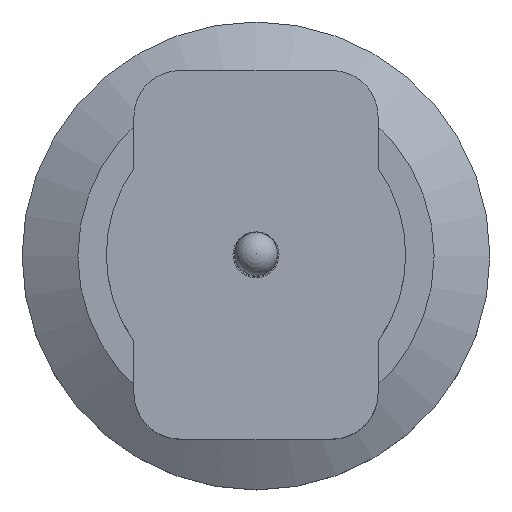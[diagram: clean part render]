
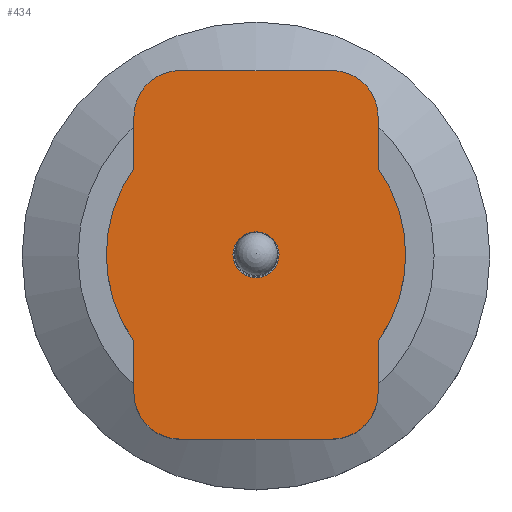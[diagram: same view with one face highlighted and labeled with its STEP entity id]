
A CAD part, top view. The second image highlights one B-rep face of the part: STEP entity #434.
In plain terms, the highlighted planar face has unit normal (0, 0, 1).
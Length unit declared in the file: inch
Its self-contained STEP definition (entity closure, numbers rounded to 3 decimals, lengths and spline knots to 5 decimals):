
#382=FACE_BOUND('',#613,.T.);
#383=FACE_BOUND('',#614,.T.);
#434=ADVANCED_FACE('',(#382,#383),#484,.T.);
#484=PLANE('',#1537);
#613=EDGE_LOOP('',(#877));
#614=EDGE_LOOP('',(#878,#879,#880,#881,#882,#883,#884,#885,#886,#887,#888,
#889));
#676=CIRCLE('',#1520,0.2559);
#683=CIRCLE('',#1531,0.03935);
#684=CIRCLE('',#1532,0.0787);
#685=CIRCLE('',#1533,0.0787);
#686=CIRCLE('',#1534,0.0787);
#687=CIRCLE('',#1535,0.0787);
#688=CIRCLE('',#1536,0.2559);
#877=ORIENTED_EDGE('',*,*,#1207,.T.);
#878=ORIENTED_EDGE('',*,*,#1208,.T.);
#879=ORIENTED_EDGE('',*,*,#1209,.T.);
#880=ORIENTED_EDGE('',*,*,#1210,.T.);
#881=ORIENTED_EDGE('',*,*,#1211,.T.);
#882=ORIENTED_EDGE('',*,*,#1212,.F.);
#883=ORIENTED_EDGE('',*,*,#1177,.T.);
#884=ORIENTED_EDGE('',*,*,#1213,.T.);
#885=ORIENTED_EDGE('',*,*,#1214,.T.);
#886=ORIENTED_EDGE('',*,*,#1215,.F.);
#887=ORIENTED_EDGE('',*,*,#1216,.T.);
#888=ORIENTED_EDGE('',*,*,#1217,.F.);
#889=ORIENTED_EDGE('',*,*,#1218,.T.);
#1052=VERTEX_POINT('',#2097);
#1053=VERTEX_POINT('',#2098);
#1078=VERTEX_POINT('',#2157);
#1079=VERTEX_POINT('',#2159);
#1080=VERTEX_POINT('',#2160);
#1081=VERTEX_POINT('',#2162);
#1082=VERTEX_POINT('',#2164);
#1083=VERTEX_POINT('',#2166);
#1084=VERTEX_POINT('',#2169);
#1085=VERTEX_POINT('',#2171);
#1086=VERTEX_POINT('',#2173);
#1087=VERTEX_POINT('',#2175);
#1088=VERTEX_POINT('',#2177);
#1177=EDGE_CURVE('',#1052,#1053,#676,.T.);
#1207=EDGE_CURVE('',#1078,#1078,#683,.T.);
#1208=EDGE_CURVE('',#1079,#1080,#1312,.T.);
#1209=EDGE_CURVE('',#1080,#1081,#684,.T.);
#1210=EDGE_CURVE('',#1081,#1082,#1313,.T.);
#1211=EDGE_CURVE('',#1082,#1083,#685,.T.);
#1212=EDGE_CURVE('',#1052,#1083,#1314,.T.);
#1213=EDGE_CURVE('',#1053,#1084,#1315,.T.);
#1214=EDGE_CURVE('',#1084,#1085,#686,.T.);
#1215=EDGE_CURVE('',#1086,#1085,#1316,.T.);
#1216=EDGE_CURVE('',#1086,#1087,#687,.T.);
#1217=EDGE_CURVE('',#1088,#1087,#1317,.T.);
#1218=EDGE_CURVE('',#1088,#1079,#688,.T.);
#1312=LINE('',#2158,#1410);
#1313=LINE('',#2163,#1411);
#1314=LINE('',#2167,#1412);
#1315=LINE('',#2168,#1413);
#1316=LINE('',#2172,#1414);
#1317=LINE('',#2176,#1415);
#1410=VECTOR('',#1815,1.);
#1411=VECTOR('',#1818,1.);
#1412=VECTOR('',#1821,1.);
#1413=VECTOR('',#1822,1.);
#1414=VECTOR('',#1825,1.);
#1415=VECTOR('',#1828,1.);
#1520=AXIS2_PLACEMENT_3D('',#2096,#1768,#1769);
#1531=AXIS2_PLACEMENT_3D('',#2156,#1813,#1814);
#1532=AXIS2_PLACEMENT_3D('',#2161,#1816,#1817);
#1533=AXIS2_PLACEMENT_3D('',#2165,#1819,#1820);
#1534=AXIS2_PLACEMENT_3D('',#2170,#1823,#1824);
#1535=AXIS2_PLACEMENT_3D('',#2174,#1826,#1827);
#1536=AXIS2_PLACEMENT_3D('',#2178,#1829,#1830);
#1537=AXIS2_PLACEMENT_3D('',#2179,#1831,#1832);
#1768=DIRECTION('',(0.,0.,1.));
#1769=DIRECTION('',(-1.,0.,0.));
#1813=DIRECTION('',(0.,0.,-1.));
#1814=DIRECTION('',(-1.,0.,0.));
#1815=DIRECTION('',(0.,1.,0.));
#1816=DIRECTION('',(0.,0.,1.));
#1817=DIRECTION('',(1.,0.,0.));
#1818=DIRECTION('',(-1.,0.,0.));
#1819=DIRECTION('',(0.,0.,1.));
#1820=DIRECTION('',(1.,0.,0.));
#1821=DIRECTION('',(0.,1.,0.));
#1822=DIRECTION('',(0.,-1.,0.));
#1823=DIRECTION('',(0.,0.,1.));
#1824=DIRECTION('',(1.,0.,0.));
#1825=DIRECTION('',(-1.,0.,0.));
#1826=DIRECTION('',(0.,0.,1.));
#1827=DIRECTION('',(1.,0.,0.));
#1828=DIRECTION('',(0.,-1.,0.));
#1829=DIRECTION('',(0.,0.,1.));
#1830=DIRECTION('',(-1.,0.,0.));
#1831=DIRECTION('',(0.,0.,1.));
#1832=DIRECTION('',(1.,0.,0.));
#2096=CARTESIAN_POINT('',(0.,0.,0.0984));
#2097=CARTESIAN_POINT('',(-0.20875,0.14801,0.0984));
#2098=CARTESIAN_POINT('',(-0.20875,-0.14801,0.0984));
#2156=CARTESIAN_POINT('',(0.,0.,0.0984));
#2157=CARTESIAN_POINT('',(-0.03935,0.,0.0984));
#2158=CARTESIAN_POINT('',(0.20875,0.,0.0984));
#2159=CARTESIAN_POINT('',(0.20875,0.14801,0.0984));
#2160=CARTESIAN_POINT('',(0.20875,0.2363,0.0984));
#2161=CARTESIAN_POINT('',(0.13005,0.2363,0.0984));
#2162=CARTESIAN_POINT('',(0.13005,0.315,0.0984));
#2163=CARTESIAN_POINT('',(0.1673,0.315,0.0984));
#2164=CARTESIAN_POINT('',(-0.13005,0.315,0.0984));
#2165=CARTESIAN_POINT('',(-0.13005,0.2363,0.0984));
#2166=CARTESIAN_POINT('',(-0.20875,0.2363,0.0984));
#2167=CARTESIAN_POINT('',(-0.20875,0.193,0.0984));
#2168=CARTESIAN_POINT('',(-0.20875,0.,0.0984));
#2169=CARTESIAN_POINT('',(-0.20875,-0.2363,0.0984));
#2170=CARTESIAN_POINT('',(-0.13005,-0.2363,0.0984));
#2171=CARTESIAN_POINT('',(-0.13005,-0.315,0.0984));
#2172=CARTESIAN_POINT('',(0.1673,-0.315,0.0984));
#2173=CARTESIAN_POINT('',(0.13005,-0.315,0.0984));
#2174=CARTESIAN_POINT('',(0.13005,-0.2363,0.0984));
#2175=CARTESIAN_POINT('',(0.20875,-0.2363,0.0984));
#2176=CARTESIAN_POINT('',(0.20875,-0.193,0.0984));
#2177=CARTESIAN_POINT('',(0.20875,-0.14801,0.0984));
#2178=CARTESIAN_POINT('',(0.,0.,0.0984));
#2179=CARTESIAN_POINT('',(0.,0.,0.0984));
